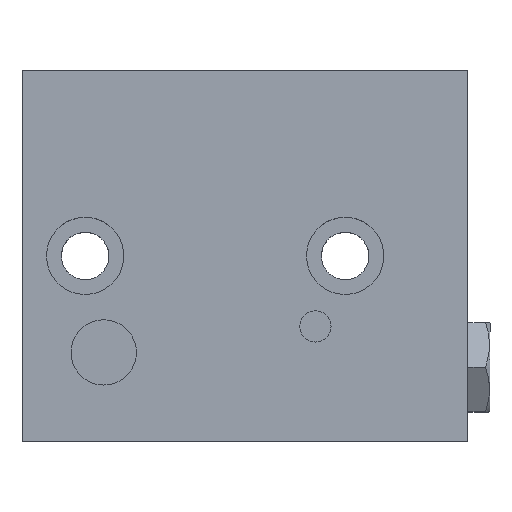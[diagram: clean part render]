
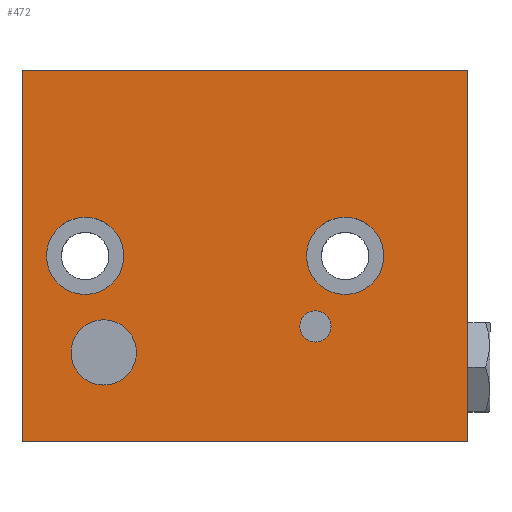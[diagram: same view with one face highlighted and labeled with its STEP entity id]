
A CAD part, top view. The second image highlights one B-rep face of the part: STEP entity #472.
In plain terms, the highlighted planar face has unit normal (0, 0, 1).
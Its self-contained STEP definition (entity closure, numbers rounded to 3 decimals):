
#389=CARTESIAN_POINT('',(5.809,-1.985,25.0));
#390=DIRECTION('',(0.0,0.0,1.0));
#391=DIRECTION('',(1.0,0.0,0.0));
#392=AXIS2_PLACEMENT_3D('',#389,#390,#391);
#393=PLANE('',#392);
#394=CARTESIAN_POINT('',(35.809,23.015,25.0));
#395=VERTEX_POINT('',#394);
#396=CARTESIAN_POINT('',(35.809,-26.985,25.0));
#397=VERTEX_POINT('',#396);
#398=CARTESIAN_POINT('',(35.809,23.015,25.0));
#399=DIRECTION('',(0.0,-1.0,0.0));
#400=VECTOR('',#399,50.0);
#401=LINE('',#398,#400);
#402=EDGE_CURVE('',#395,#397,#401,.T.);
#403=ORIENTED_EDGE('',*,*,#402,.F.);
#404=CARTESIAN_POINT('',(-24.191,23.015,25.0));
#405=VERTEX_POINT('',#404);
#406=CARTESIAN_POINT('',(-24.191,23.015,25.0));
#407=DIRECTION('',(1.0,0.0,0.0));
#408=VECTOR('',#407,60.0);
#409=LINE('',#406,#408);
#410=EDGE_CURVE('',#405,#395,#409,.T.);
#411=ORIENTED_EDGE('',*,*,#410,.F.);
#412=CARTESIAN_POINT('',(-24.191,-26.985,25.0));
#413=VERTEX_POINT('',#412);
#414=CARTESIAN_POINT('',(-24.191,-26.985,25.0));
#415=DIRECTION('',(0.0,1.0,0.0));
#416=VECTOR('',#415,50.);
#417=LINE('',#414,#416);
#418=EDGE_CURVE('',#413,#405,#417,.T.);
#419=ORIENTED_EDGE('',*,*,#418,.F.);
#420=CARTESIAN_POINT('',(35.809,-26.985,25.0));
#421=DIRECTION('',(-1.0,0.0,0.0));
#422=VECTOR('',#421,60.0);
#423=LINE('',#420,#422);
#424=EDGE_CURVE('',#397,#413,#423,.T.);
#425=ORIENTED_EDGE('',*,*,#424,.F.);
#426=EDGE_LOOP('',(#403,#411,#419,#425));
#427=FACE_OUTER_BOUND('',#426,.T.);
#428=CARTESIAN_POINT('',(-8.791,-14.985,25.0));
#429=VERTEX_POINT('',#428);
#430=CARTESIAN_POINT('',(-13.191,-14.985,25.0));
#431=DIRECTION('',(0.0,0.0,-1.0));
#432=DIRECTION('',(1.0,0.0,0.0));
#433=AXIS2_PLACEMENT_3D('',#430,#431,#432);
#434=CIRCLE('',#433,4.4);
#435=EDGE_CURVE('',#429,#429,#434,.T.);
#436=ORIENTED_EDGE('',*,*,#435,.T.);
#437=EDGE_LOOP('',(#436));
#438=FACE_BOUND('',#437,.T.);
#439=CARTESIAN_POINT('',(17.409,-11.485,25.0));
#440=VERTEX_POINT('',#439);
#441=CARTESIAN_POINT('',(15.309,-11.485,25.0));
#442=DIRECTION('',(0.0,0.0,-1.0));
#443=DIRECTION('',(1.0,0.0,0.0));
#444=AXIS2_PLACEMENT_3D('',#441,#442,#443);
#445=CIRCLE('',#444,2.1);
#446=EDGE_CURVE('',#440,#440,#445,.T.);
#447=ORIENTED_EDGE('',*,*,#446,.T.);
#448=EDGE_LOOP('',(#447));
#449=FACE_BOUND('',#448,.T.);
#450=CARTESIAN_POINT('',(-10.491,-1.985,25.0));
#451=VERTEX_POINT('',#450);
#452=CARTESIAN_POINT('',(-15.691,-1.985,25.0));
#453=DIRECTION('',(0.0,0.0,-1.0));
#454=DIRECTION('',(1.0,0.0,0.0));
#455=AXIS2_PLACEMENT_3D('',#452,#453,#454);
#456=CIRCLE('',#455,5.2);
#457=EDGE_CURVE('',#451,#451,#456,.T.);
#458=ORIENTED_EDGE('',*,*,#457,.T.);
#459=EDGE_LOOP('',(#458));
#460=FACE_BOUND('',#459,.T.);
#461=CARTESIAN_POINT('',(24.509,-1.985,25.0));
#462=VERTEX_POINT('',#461);
#463=CARTESIAN_POINT('',(19.309,-1.985,25.0));
#464=DIRECTION('',(0.0,0.0,-1.0));
#465=DIRECTION('',(1.0,0.0,0.0));
#466=AXIS2_PLACEMENT_3D('',#463,#464,#465);
#467=CIRCLE('',#466,5.2);
#468=EDGE_CURVE('',#462,#462,#467,.T.);
#469=ORIENTED_EDGE('',*,*,#468,.T.);
#470=EDGE_LOOP('',(#469));
#471=FACE_BOUND('',#470,.T.);
#472=ADVANCED_FACE('',(#427,#438,#449,#460,#471),#393,.T.);
